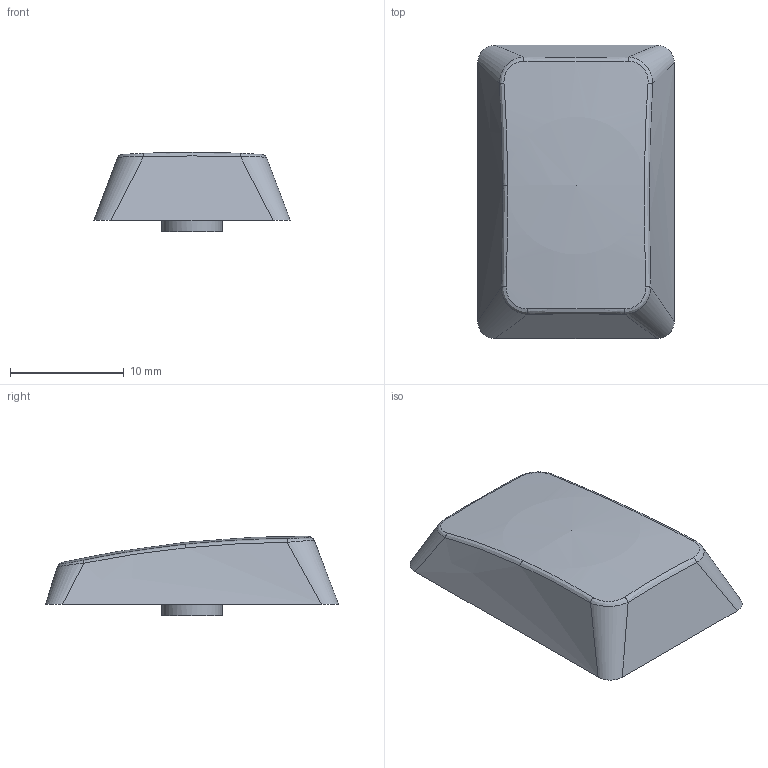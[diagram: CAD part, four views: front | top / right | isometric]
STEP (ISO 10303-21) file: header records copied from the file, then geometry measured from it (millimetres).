
FILE_DESCRIPTION(('Open CASCADE Model'),'2;1');
FILE_NAME('Open CASCADE Shape Model','2024-10-21T10:35:21',('Author'),( 'Open CASCADE'),'Open CASCADE STEP processor 7.7','Open CASCADE 7.7' ,'Unknown');
FILE_SCHEMA(('AUTOMOTIVE_DESIGN { 1 0 10303 214 1 1 1 1 }'));
Length unit declared in the file: millimetre
Products named in the file (1): Open CASCADE STEP translator 7.7 13
Bounding box: 17.3 x 25.82 x 7 mm (x, y, z)
Volume: 1182.2 mm3; surface area: 1362.6 mm2
Topology: 1 solids, 1 shells, 66 faces, 166 edges, 101 vertices
Faces by surface type: plane 30, bspline 26, cylinder 5, cone 4, sphere 1
Full cylindrical faces by diameter (mm): 5.3 x1
Entity records: 7098 total; most frequent: CARTESIAN_POINT 4073, DIRECTION 471, ORIENTED_EDGE 328, PCURVE 328, DEFINITIONAL_REPRESENTATION 328, LINE 311, VECTOR 311, EDGE_CURVE 164
